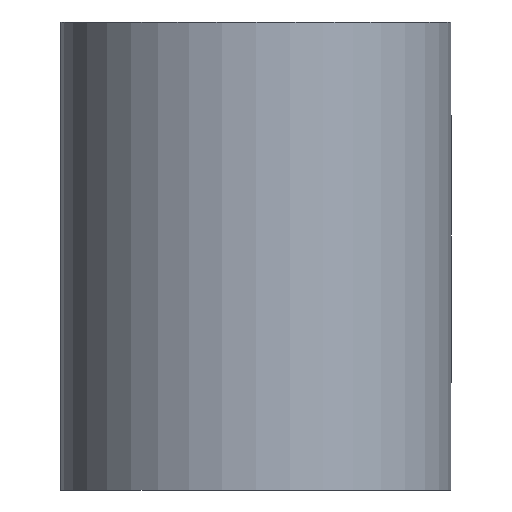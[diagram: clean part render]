
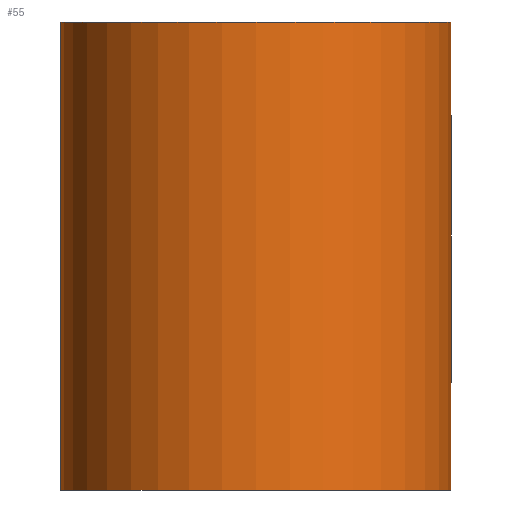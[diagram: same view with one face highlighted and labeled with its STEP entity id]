
A CAD part, front view. The second image highlights one B-rep face of the part: STEP entity #55.
In plain terms, the highlighted cylindrical face has radius 5 mm (diameter 10 mm), a partial arc.
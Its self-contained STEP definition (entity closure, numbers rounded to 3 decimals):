
#55=ADVANCED_FACE('',(#119),#121,.T.);
#119=FACE_BOUND('',#120,.T.);
#120=EDGE_LOOP('',(#246,#247,#248,#249));
#121=CYLINDRICAL_SURFACE('',#122,5.);
#122=AXIS2_PLACEMENT_3D('',#123,#124,#125);
#123=CARTESIAN_POINT('',(0.,-12.321,-20.));
#124=DIRECTION('',(0.,0.,-1.));
#125=DIRECTION('',(0.,-1.,0.));
#246=ORIENTED_EDGE('',*,*,#292,.F.);
#247=ORIENTED_EDGE('',*,*,#310,.T.);
#248=ORIENTED_EDGE('',*,*,#302,.T.);
#249=ORIENTED_EDGE('',*,*,#322,.T.);
#292=EDGE_CURVE('',#337,#339,#340,.T.);
#302=EDGE_CURVE('',#359,#357,#360,.T.);
#310=EDGE_CURVE('',#337,#359,#372,.F.);
#322=EDGE_CURVE('',#357,#339,#390,.F.);
#337=VERTEX_POINT('',#414);
#339=VERTEX_POINT('',#418);
#340=LINE('',#419,#420);
#357=VERTEX_POINT('',#455);
#359=VERTEX_POINT('',#459);
#360=LINE('',#460,#461);
#372=CIRCLE('',#493,5.);
#390=CIRCLE('',#540,5.);
#414=CARTESIAN_POINT('',(-5.,-12.321,0.));
#418=CARTESIAN_POINT('',(-5.,-12.321,12.));
#419=CARTESIAN_POINT('',(-5.,-12.321,0.));
#420=VECTOR('',#421,1.);
#421=DIRECTION('',(0.,0.,1.));
#455=CARTESIAN_POINT('',(5.,-12.321,12.));
#459=CARTESIAN_POINT('',(5.,-12.321,0.));
#460=CARTESIAN_POINT('',(5.,-12.321,0.));
#461=VECTOR('',#462,1.);
#462=DIRECTION('',(0.,0.,1.));
#493=AXIS2_PLACEMENT_3D('',#494,#495,#496);
#494=CARTESIAN_POINT('',(0.,-12.321,0.));
#495=DIRECTION('',(0.,0.,-1.));
#496=DIRECTION('',(1.,0.,0.));
#540=AXIS2_PLACEMENT_3D('',#541,#542,#543);
#541=CARTESIAN_POINT('',(0.,-12.321,12.));
#542=DIRECTION('',(0.,0.,1.));
#543=DIRECTION('',(-1.,0.,0.));
